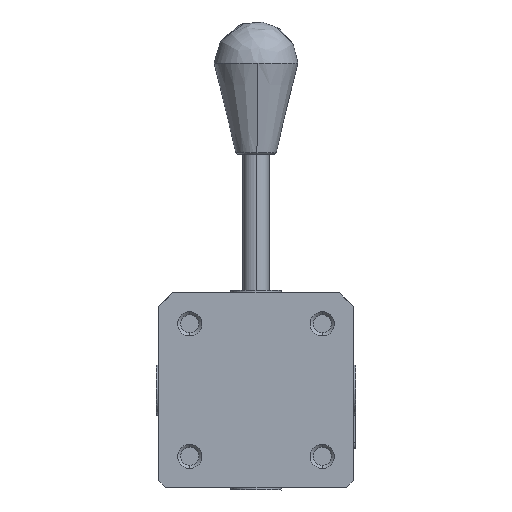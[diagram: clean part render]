
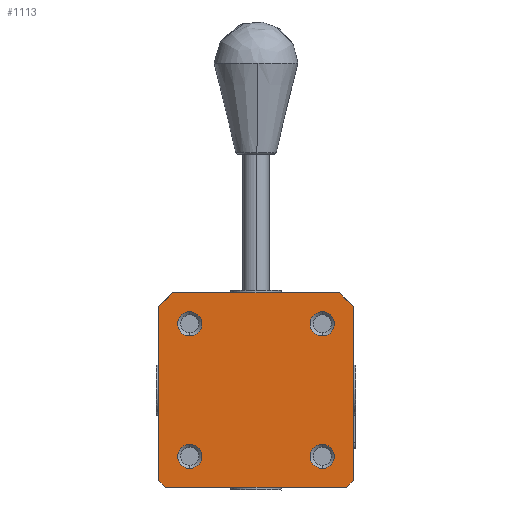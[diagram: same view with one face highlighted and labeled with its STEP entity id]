
A CAD part, front view. The second image highlights one B-rep face of the part: STEP entity #1113.
In plain terms, the highlighted planar face has unit normal (0, -1, 0).
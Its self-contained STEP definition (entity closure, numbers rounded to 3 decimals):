
#5 = DIRECTION ( 'NONE',  ( 0., 0., 1. ) ) ;
#24 = CARTESIAN_POINT ( 'NONE',  ( 27.269, -85.891, -31.647 ) ) ;
#92 = EDGE_CURVE ( 'NONE', #8812, #276, #3520, .T. ) ;
#120 = EDGE_LOOP ( 'NONE', ( #8891, #6018 ) ) ;
#134 = DIRECTION ( 'NONE',  ( 0., -1., 0. ) ) ;
#189 = CARTESIAN_POINT ( 'NONE',  ( -20.361, -85.891, 20.333 ) ) ;
#197 = CARTESIAN_POINT ( 'NONE',  ( -31.546, -85.891, 31.518 ) ) ;
#276 = VERTEX_POINT ( 'NONE', #24 ) ;
#419 = DIRECTION ( 'NONE',  ( -1., 0., 0. ) ) ;
#453 = DIRECTION ( 'NONE',  ( 0., -1., 0. ) ) ;
#489 = CARTESIAN_POINT ( 'NONE',  ( -20.361, -85.891, -22.947 ) ) ;
#555 = CARTESIAN_POINT ( 'NONE',  ( -20.361, -85.891, -31.647 ) ) ;
#567 = ORIENTED_EDGE ( 'NONE', *, *, #3482, .T. ) ;
#607 = AXIS2_PLACEMENT_3D ( 'NONE', #7845, #3535, #5134 ) ;
#672 = CARTESIAN_POINT ( 'NONE',  ( -31.546, -85.891, -38.482 ) ) ;
#842 = FACE_BOUND ( 'NONE', #1945, .T. ) ;
#865 = DIRECTION ( 'NONE',  ( 0., 0., 1. ) ) ;
#956 = LINE ( 'NONE', #197, #6242 ) ;
#1113 = ADVANCED_FACE ( 'NONE', ( #842, #3472, #4169, #3738, #6674 ), #2855, .T. ) ;
#1188 = CARTESIAN_POINT ( 'NONE',  ( -29.046, -85.891, -38.482 ) ) ;
#1189 = VECTOR ( 'NONE', #9172, 1000. ) ;
#1311 = ORIENTED_EDGE ( 'NONE', *, *, #6967, .T. ) ;
#1359 = VERTEX_POINT ( 'NONE', #555 ) ;
#1360 = CARTESIAN_POINT ( 'NONE',  ( 27.269, -85.891, 24.683 ) ) ;
#1412 = CARTESIAN_POINT ( 'NONE',  ( -26.546, -85.891, 31.518 ) ) ;
#1435 = VERTEX_POINT ( 'NONE', #8418 ) ;
#1471 = VERTEX_POINT ( 'NONE', #1412 ) ;
#1504 = ORIENTED_EDGE ( 'NONE', *, *, #7543, .F. ) ;
#1945 = EDGE_LOOP ( 'NONE', ( #8967, #7322 ) ) ;
#1966 = LINE ( 'NONE', #5419, #1189 ) ;
#2318 = DIRECTION ( 'NONE',  ( 0., -1., 0. ) ) ;
#2402 = CARTESIAN_POINT ( 'NONE',  ( 38.454, -85.891, 26.518 ) ) ;
#2590 = CARTESIAN_POINT ( 'NONE',  ( 33.454, -85.891, 31.518 ) ) ;
#2606 = AXIS2_PLACEMENT_3D ( 'NONE', #9296, #2899, #3656 ) ;
#2698 = LINE ( 'NONE', #7763, #8219 ) ;
#2820 = AXIS2_PLACEMENT_3D ( 'NONE', #4459, #7355, #865 ) ;
#2840 = AXIS2_PLACEMENT_3D ( 'NONE', #3133, #6020, #7305 ) ;
#2855 = PLANE ( 'NONE',  #2994 ) ;
#2899 = DIRECTION ( 'NONE',  ( 0., -1., 0. ) ) ;
#2994 = AXIS2_PLACEMENT_3D ( 'NONE', #672, #134, #5592 ) ;
#3031 = CARTESIAN_POINT ( 'NONE',  ( -20.361, -85.891, -27.297 ) ) ;
#3129 = CARTESIAN_POINT ( 'NONE',  ( 27.269, -85.891, 15.983 ) ) ;
#3133 = CARTESIAN_POINT ( 'NONE',  ( -20.361, -85.891, -27.297 ) ) ;
#3192 = EDGE_CURVE ( 'NONE', #276, #8812, #8874, .T. ) ;
#3267 = LINE ( 'NONE', #9094, #7238 ) ;
#3313 = DIRECTION ( 'NONE',  ( -0.707, 0., -0.707 ) ) ;
#3380 = CARTESIAN_POINT ( 'NONE',  ( 35.954, -85.891, 29.018 ) ) ;
#3440 = CARTESIAN_POINT ( 'NONE',  ( -20.361, -85.891, 15.983 ) ) ;
#3461 = ORIENTED_EDGE ( 'NONE', *, *, #5275, .T. ) ;
#3468 = AXIS2_PLACEMENT_3D ( 'NONE', #189, #5119, #5 ) ;
#3472 = FACE_BOUND ( 'NONE', #5819, .T. ) ;
#3482 = EDGE_CURVE ( 'NONE', #8331, #5350, #4078, .T. ) ;
#3484 = CIRCLE ( 'NONE', #607, 4.35 ) ;
#3520 = CIRCLE ( 'NONE', #5783, 4.35 ) ;
#3535 = DIRECTION ( 'NONE',  ( 0., -1., 0. ) ) ;
#3549 = CARTESIAN_POINT ( 'NONE',  ( 27.269, -85.891, 20.333 ) ) ;
#3563 = VERTEX_POINT ( 'NONE', #3129 ) ;
#3656 = DIRECTION ( 'NONE',  ( 0., 0., 1. ) ) ;
#3734 = VECTOR ( 'NONE', #6265, 1000. ) ;
#3738 = FACE_BOUND ( 'NONE', #120, .T. ) ;
#3741 = EDGE_CURVE ( 'NONE', #1471, #5350, #5672, .T. ) ;
#3838 = VERTEX_POINT ( 'NONE', #6205 ) ;
#3847 = DIRECTION ( 'NONE',  ( 0., 0., 1. ) ) ;
#3947 = EDGE_CURVE ( 'NONE', #6310, #1359, #6945, .T. ) ;
#3995 = CARTESIAN_POINT ( 'NONE',  ( -20.361, -85.891, 24.683 ) ) ;
#4078 = LINE ( 'NONE', #3380, #3734 ) ;
#4128 = VERTEX_POINT ( 'NONE', #1360 ) ;
#4169 = FACE_BOUND ( 'NONE', #7541, .T. ) ;
#4314 = EDGE_CURVE ( 'NONE', #8331, #4676, #1966, .T. ) ;
#4333 = VERTEX_POINT ( 'NONE', #3995 ) ;
#4455 = EDGE_CURVE ( 'NONE', #5906, #4333, #8456, .T. ) ;
#4459 = CARTESIAN_POINT ( 'NONE',  ( 27.269, -85.891, -27.297 ) ) ;
#4565 = CARTESIAN_POINT ( 'NONE',  ( 2.204, -85.891, -72.232 ) ) ;
#4676 = VERTEX_POINT ( 'NONE', #7013 ) ;
#4935 = ORIENTED_EDGE ( 'NONE', *, *, #3741, .F. ) ;
#4962 = DIRECTION ( 'NONE',  ( 0.707, 0., -0.707 ) ) ;
#4975 = AXIS2_PLACEMENT_3D ( 'NONE', #3031, #2318, #6763 ) ;
#5119 = DIRECTION ( 'NONE',  ( 0., -1., 0. ) ) ;
#5134 = DIRECTION ( 'NONE',  ( 0., 0., 1. ) ) ;
#5191 = CARTESIAN_POINT ( 'NONE',  ( 35.954, -85.891, -38.482 ) ) ;
#5267 = VERTEX_POINT ( 'NONE', #5191 ) ;
#5275 = EDGE_CURVE ( 'NONE', #5267, #4676, #5372, .T. ) ;
#5350 = VERTEX_POINT ( 'NONE', #2590 ) ;
#5372 = LINE ( 'NONE', #4565, #7116 ) ;
#5419 = CARTESIAN_POINT ( 'NONE',  ( 38.454, -85.891, 31.518 ) ) ;
#5500 = EDGE_CURVE ( 'NONE', #4333, #5906, #3484, .T. ) ;
#5592 = DIRECTION ( 'NONE',  ( 0., 0., 1. ) ) ;
#5672 = LINE ( 'NONE', #6295, #7106 ) ;
#5763 = ORIENTED_EDGE ( 'NONE', *, *, #3192, .F. ) ;
#5783 = AXIS2_PLACEMENT_3D ( 'NONE', #6811, #453, #9035 ) ;
#5819 = EDGE_LOOP ( 'NONE', ( #5873, #8908 ) ) ;
#5873 = ORIENTED_EDGE ( 'NONE', *, *, #9282, .F. ) ;
#5906 = VERTEX_POINT ( 'NONE', #3440 ) ;
#5928 = CIRCLE ( 'NONE', #2606, 4.35 ) ;
#6014 = ORIENTED_EDGE ( 'NONE', *, *, #4314, .F. ) ;
#6018 = ORIENTED_EDGE ( 'NONE', *, *, #6602, .F. ) ;
#6020 = DIRECTION ( 'NONE',  ( 0., -1., 0. ) ) ;
#6098 = ORIENTED_EDGE ( 'NONE', *, *, #92, .F. ) ;
#6205 = CARTESIAN_POINT ( 'NONE',  ( -31.546, -85.891, -35.982 ) ) ;
#6242 = VECTOR ( 'NONE', #3847, 1000. ) ;
#6250 = AXIS2_PLACEMENT_3D ( 'NONE', #3549, #6338, #7811 ) ;
#6265 = DIRECTION ( 'NONE',  ( -0.707, 0., 0.707 ) ) ;
#6295 = CARTESIAN_POINT ( 'NONE',  ( 38.454, -85.891, 31.518 ) ) ;
#6310 = VERTEX_POINT ( 'NONE', #489 ) ;
#6338 = DIRECTION ( 'NONE',  ( 0., -1., 0. ) ) ;
#6444 = EDGE_LOOP ( 'NONE', ( #4935, #1311, #1504, #8702, #7096, #3461, #6014, #567 ) ) ;
#6602 = EDGE_CURVE ( 'NONE', #1359, #6310, #7842, .T. ) ;
#6674 = FACE_OUTER_BOUND ( 'NONE', #6444, .T. ) ;
#6763 = DIRECTION ( 'NONE',  ( 0., 0., 1. ) ) ;
#6811 = CARTESIAN_POINT ( 'NONE',  ( 27.269, -85.891, -27.297 ) ) ;
#6945 = CIRCLE ( 'NONE', #4975, 4.35 ) ;
#6967 = EDGE_CURVE ( 'NONE', #1471, #1435, #3267, .T. ) ;
#7013 = CARTESIAN_POINT ( 'NONE',  ( 38.454, -85.891, -35.982 ) ) ;
#7096 = ORIENTED_EDGE ( 'NONE', *, *, #9096, .F. ) ;
#7106 = VECTOR ( 'NONE', #9239, 1000. ) ;
#7116 = VECTOR ( 'NONE', #8941, 1000. ) ;
#7238 = VECTOR ( 'NONE', #3313, 1000. ) ;
#7305 = DIRECTION ( 'NONE',  ( 0., 0., 1. ) ) ;
#7322 = ORIENTED_EDGE ( 'NONE', *, *, #4455, .F. ) ;
#7355 = DIRECTION ( 'NONE',  ( 0., -1., 0. ) ) ;
#7442 = VECTOR ( 'NONE', #419, 1000. ) ;
#7541 = EDGE_LOOP ( 'NONE', ( #6098, #5763 ) ) ;
#7543 = EDGE_CURVE ( 'NONE', #3838, #1435, #956, .T. ) ;
#7679 = VERTEX_POINT ( 'NONE', #1188 ) ;
#7763 = CARTESIAN_POINT ( 'NONE',  ( -30.296, -85.891, -37.232 ) ) ;
#7764 = CIRCLE ( 'NONE', #6250, 4.35 ) ;
#7811 = DIRECTION ( 'NONE',  ( 0., 0., 1. ) ) ;
#7842 = CIRCLE ( 'NONE', #2840, 4.35 ) ;
#7845 = CARTESIAN_POINT ( 'NONE',  ( -20.361, -85.891, 20.333 ) ) ;
#8072 = EDGE_CURVE ( 'NONE', #3563, #4128, #7764, .T. ) ;
#8174 = EDGE_CURVE ( 'NONE', #3838, #7679, #2698, .T. ) ;
#8219 = VECTOR ( 'NONE', #4962, 1000. ) ;
#8331 = VERTEX_POINT ( 'NONE', #2402 ) ;
#8336 = LINE ( 'NONE', #9004, #7442 ) ;
#8418 = CARTESIAN_POINT ( 'NONE',  ( -31.546, -85.891, 26.518 ) ) ;
#8456 = CIRCLE ( 'NONE', #3468, 4.35 ) ;
#8702 = ORIENTED_EDGE ( 'NONE', *, *, #8174, .T. ) ;
#8812 = VERTEX_POINT ( 'NONE', #9023 ) ;
#8874 = CIRCLE ( 'NONE', #2820, 4.35 ) ;
#8891 = ORIENTED_EDGE ( 'NONE', *, *, #3947, .F. ) ;
#8908 = ORIENTED_EDGE ( 'NONE', *, *, #8072, .F. ) ;
#8941 = DIRECTION ( 'NONE',  ( 0.707, 0., 0.707 ) ) ;
#8967 = ORIENTED_EDGE ( 'NONE', *, *, #5500, .F. ) ;
#9004 = CARTESIAN_POINT ( 'NONE',  ( 38.454, -85.891, -38.482 ) ) ;
#9023 = CARTESIAN_POINT ( 'NONE',  ( 27.269, -85.891, -22.947 ) ) ;
#9035 = DIRECTION ( 'NONE',  ( 0., 0., 1. ) ) ;
#9094 = CARTESIAN_POINT ( 'NONE',  ( -64.046, -85.891, -5.982 ) ) ;
#9096 = EDGE_CURVE ( 'NONE', #5267, #7679, #8336, .T. ) ;
#9172 = DIRECTION ( 'NONE',  ( 0., 0., -1. ) ) ;
#9239 = DIRECTION ( 'NONE',  ( 1., 0., 0. ) ) ;
#9282 = EDGE_CURVE ( 'NONE', #4128, #3563, #5928, .T. ) ;
#9296 = CARTESIAN_POINT ( 'NONE',  ( 27.269, -85.891, 20.333 ) ) ;
